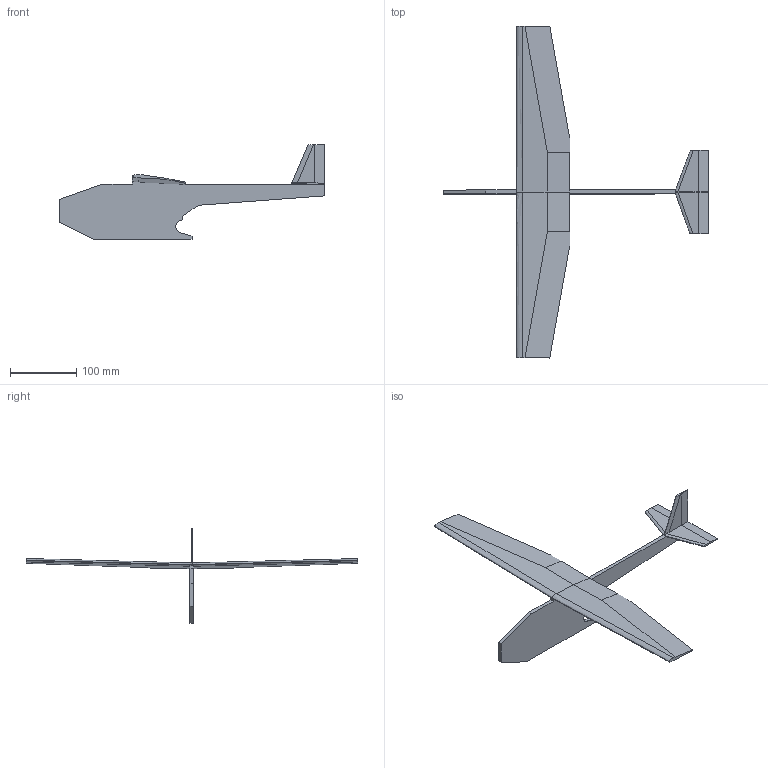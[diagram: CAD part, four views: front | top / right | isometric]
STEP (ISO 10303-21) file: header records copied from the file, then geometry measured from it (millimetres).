
FILE_DESCRIPTION(/* description */ ('STEP AP242 Edition 2','CAx-IF Rec.Pracs.---Representation and Presentation of Product Manufacturing Information (PMI)---4.0---2014-10-13','CAx-IF Rec.Pracs.---3D Tessellated Geometry---0.4---2014-09-14','2;1','CAx-IF Rec.Pracs.---User Defined Attributes---1.5---2016-08-15'),/* implementation_level */ '2;1');
FILE_NAME(/* name */ '69526c72b8a92ce230ed3568',/* time_stamp */ '2025-12-29T11:56:35Z',/* author */ (''),/* organization */ (''),/* preprocessor_version */ 'ST-DEVELOPER v20',/* originating_system */ 'ONSHAPE BY PTC INC, 1.208',/* authorisation */ ' ');
FILE_SCHEMA (('AP242_MANAGED_MODEL_BASED_3D_ENGINEERING_MIM_LF { 1 0 10303 442 3 1 4 }'));
Length unit declared in the file: metre
Products named in the file (3): Part 1; Part 2; Part 3
Bounding box: 400 x 499.83 x 142.99 mm (x, y, z)
Volume: 274005.1 mm3; surface area: 131967.9 mm2
Topology: 3 solids, 3 shells, 58 faces, 152 edges, 100 vertices
Faces by surface type: plane 49, bspline 8, cylinder 1
Entity records: 2131 total; most frequent: CARTESIAN_POINT 718, ORIENTED_EDGE 304, DIRECTION 225, EDGE_CURVE 152, LINE 115, VECTOR 115, VERTEX_POINT 100, EDGE_LOOP 58
